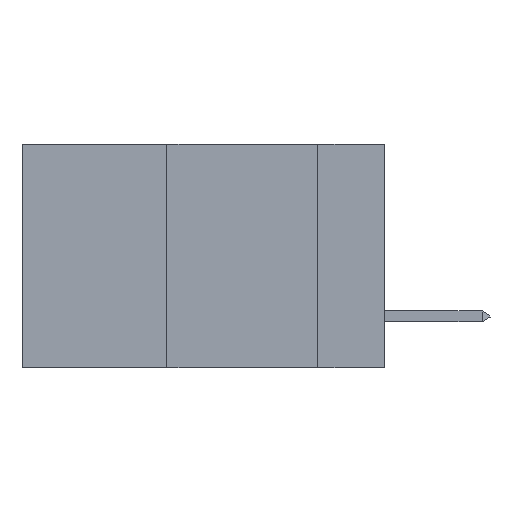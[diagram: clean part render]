
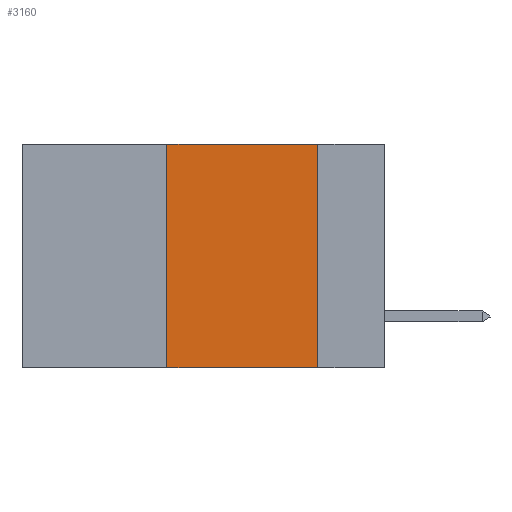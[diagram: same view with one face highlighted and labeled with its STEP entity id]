
A CAD part, left-side view. The second image highlights one B-rep face of the part: STEP entity #3160.
In plain terms, the highlighted planar face has unit normal (-1, 0, 0).
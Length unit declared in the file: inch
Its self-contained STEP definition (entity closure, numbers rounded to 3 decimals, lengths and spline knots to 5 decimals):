
#72 = EDGE_CURVE ( 'NONE', #1382, #6439, #681, .T. ) ;
#409 = CARTESIAN_POINT ( 'NONE',  ( 0., 0.36, 0. ) ) ;
#681 = LINE ( 'NONE', #2157, #5812 ) ;
#1344 = VERTEX_POINT ( 'NONE', #3153 ) ;
#1382 = VERTEX_POINT ( 'NONE', #409 ) ;
#1607 = FACE_OUTER_BOUND ( 'NONE', #1783, .T. ) ;
#1608 = DIRECTION ( 'NONE',  ( 0., 0., -1. ) ) ;
#1783 = EDGE_LOOP ( 'NONE', ( #3421, #4823, #6939, #6770 ) ) ;
#2157 = CARTESIAN_POINT ( 'NONE',  ( 0., 0.6, 0. ) ) ;
#2247 = LINE ( 'NONE', #7830, #7365 ) ;
#2836 = CARTESIAN_POINT ( 'NONE',  ( 0., 0.6, -0.37 ) ) ;
#3111 = DIRECTION ( 'NONE',  ( 1., 0., 0. ) ) ;
#3153 = CARTESIAN_POINT ( 'NONE',  ( 0., 0.36, -0.37 ) ) ;
#3160 = ADVANCED_FACE ( 'NONE', ( #1607 ), #5861, .F. ) ;
#3421 = ORIENTED_EDGE ( 'NONE', *, *, #3678, .F. ) ;
#3593 = EDGE_CURVE ( 'NONE', #1344, #6519, #6069, .T. ) ;
#3633 = LINE ( 'NONE', #4953, #8957 ) ;
#3678 = EDGE_CURVE ( 'NONE', #6439, #6519, #2247, .T. ) ;
#4114 = CARTESIAN_POINT ( 'NONE',  ( 0., 0.11, -0.37 ) ) ;
#4154 = AXIS2_PLACEMENT_3D ( 'NONE', #6578, #3111, #5957 ) ;
#4200 = VECTOR ( 'NONE', #7719, 39.37008 ) ;
#4647 = EDGE_CURVE ( 'NONE', #1344, #1382, #3633, .T. ) ;
#4709 = CARTESIAN_POINT ( 'NONE',  ( 0., 0.11, 0. ) ) ;
#4823 = ORIENTED_EDGE ( 'NONE', *, *, #72, .F. ) ;
#4953 = CARTESIAN_POINT ( 'NONE',  ( 0., 0.36, 0. ) ) ;
#5168 = DIRECTION ( 'NONE',  ( 0., 0., 1. ) ) ;
#5599 = DIRECTION ( 'NONE',  ( 0., -1., 0. ) ) ;
#5812 = VECTOR ( 'NONE', #5599, 39.37008 ) ;
#5861 = PLANE ( 'NONE',  #4154 ) ;
#5957 = DIRECTION ( 'NONE',  ( 0., 0., -1. ) ) ;
#6069 = LINE ( 'NONE', #2836, #4200 ) ;
#6439 = VERTEX_POINT ( 'NONE', #4709 ) ;
#6519 = VERTEX_POINT ( 'NONE', #4114 ) ;
#6578 = CARTESIAN_POINT ( 'NONE',  ( 0., 0.6, 0. ) ) ;
#6770 = ORIENTED_EDGE ( 'NONE', *, *, #3593, .T. ) ;
#6939 = ORIENTED_EDGE ( 'NONE', *, *, #4647, .F. ) ;
#7365 = VECTOR ( 'NONE', #1608, 39.37008 ) ;
#7719 = DIRECTION ( 'NONE',  ( 0., -1., 0. ) ) ;
#7830 = CARTESIAN_POINT ( 'NONE',  ( 0., 0.11, 0. ) ) ;
#8957 = VECTOR ( 'NONE', #5168, 39.37008 ) ;
